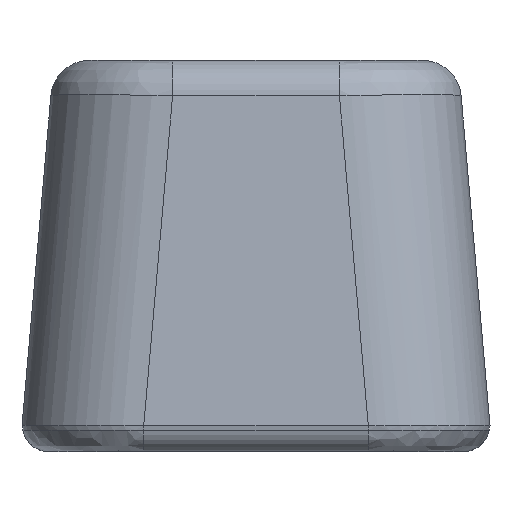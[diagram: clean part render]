
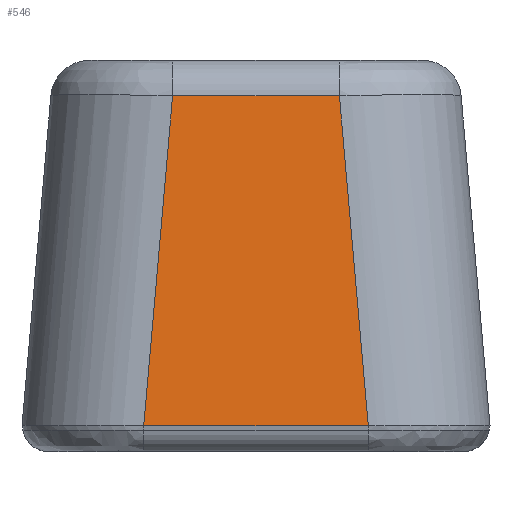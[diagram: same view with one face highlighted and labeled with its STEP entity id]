
A CAD part, front view. The second image highlights one B-rep face of the part: STEP entity #546.
In plain terms, the highlighted planar face has unit normal (0, -0.996, 0.087).
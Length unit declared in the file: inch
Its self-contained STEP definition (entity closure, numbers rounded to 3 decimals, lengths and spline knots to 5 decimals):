
#546=ADVANCED_FACE('',(#805),#629,.T.);
#629=PLANE('',#3560);
#805=FACE_OUTER_BOUND('',#990,.T.);
#990=EDGE_LOOP('',(#1933,#1934,#1935,#1936));
#1933=ORIENTED_EDGE('',*,*,#2776,.T.);
#1934=ORIENTED_EDGE('',*,*,#2758,.T.);
#1935=ORIENTED_EDGE('',*,*,#2777,.T.);
#1936=ORIENTED_EDGE('',*,*,#2730,.T.);
#2289=VERTEX_POINT('',#6409);
#2290=VERTEX_POINT('',#6481);
#2305=VERTEX_POINT('',#6728);
#2309=VERTEX_POINT('',#6751);
#2730=EDGE_CURVE('',#2289,#2290,#3025,.T.);
#2758=EDGE_CURVE('',#2305,#2309,#3034,.T.);
#2776=EDGE_CURVE('',#2290,#2305,#3040,.T.);
#2777=EDGE_CURVE('',#2309,#2289,#3041,.T.);
#3025=LINE('',#6482,#3282);
#3034=LINE('',#6752,#3291);
#3040=LINE('',#6888,#3297);
#3041=LINE('',#6890,#3298);
#3282=VECTOR('',#4228,1.);
#3291=VECTOR('',#4275,1.);
#3297=VECTOR('',#4309,1.);
#3298=VECTOR('',#4312,1.);
#3560=AXIS2_PLACEMENT_3D('',#6901,#4328,#4329);
#4228=DIRECTION('',(1.,0.,0.));
#4275=DIRECTION('',(-1.,0.,0.));
#4309=DIRECTION('',(-0.087,0.087,0.992));
#4312=DIRECTION('',(-0.087,-0.087,-0.992));
#4328=DIRECTION('',(0.,-0.996,0.087));
#4329=DIRECTION('',(0.,-0.087,-0.996));
#6409=CARTESIAN_POINT('',(-3.04318,0.,0.));
#6481=CARTESIAN_POINT('',(-2.95682,0.,0.));
#6482=CARTESIAN_POINT('',(-3.,0.,0.));
#6728=CARTESIAN_POINT('',(-2.96792,0.01109,0.12681));
#6751=CARTESIAN_POINT('',(-3.03208,0.01109,0.12681));
#6752=CARTESIAN_POINT('',(-3.,0.01109,0.12681));
#6888=CARTESIAN_POINT('',(-2.95715,0.00033,0.00372));
#6890=CARTESIAN_POINT('',(-3.04285,0.00033,0.00372));
#6901=CARTESIAN_POINT('',(-3.,0.,0.));
